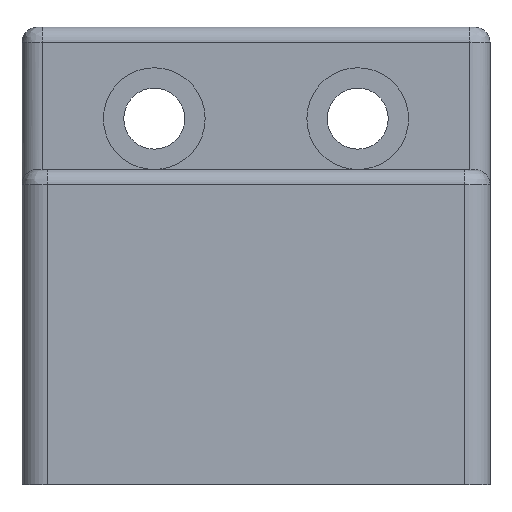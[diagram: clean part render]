
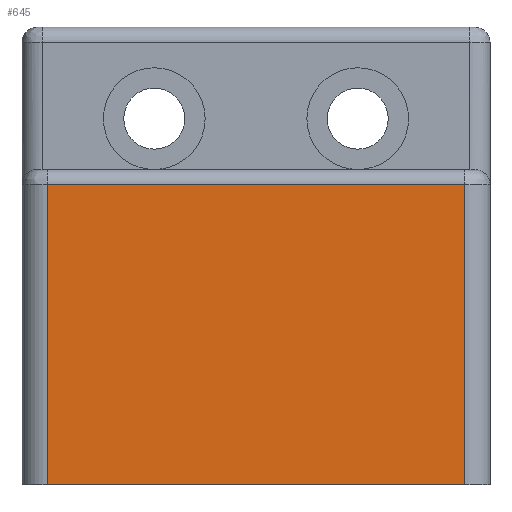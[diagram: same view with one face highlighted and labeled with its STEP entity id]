
A CAD part, front view. The second image highlights one B-rep face of the part: STEP entity #645.
In plain terms, the highlighted planar face has unit normal (0, -1, 0).
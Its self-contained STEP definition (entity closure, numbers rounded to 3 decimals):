
#29=PLANE('',#721);
#60=LINE('',#1113,#108);
#62=LINE('',#1131,#110);
#63=LINE('',#1135,#111);
#64=LINE('',#1136,#112);
#108=VECTOR('',#849,10.);
#110=VECTOR('',#861,10.);
#111=VECTOR('',#866,10.);
#112=VECTOR('',#867,10.);
#173=FACE_OUTER_BOUND('',#214,.T.);
#214=EDGE_LOOP('',(#519,#520,#521,#522));
#313=VERTEX_POINT('',#1103);
#315=VERTEX_POINT('',#1109);
#318=VERTEX_POINT('',#1130);
#319=VERTEX_POINT('',#1134);
#388=EDGE_CURVE('',#313,#315,#60,.T.);
#393=EDGE_CURVE('',#315,#318,#62,.T.);
#395=EDGE_CURVE('',#319,#313,#63,.T.);
#396=EDGE_CURVE('',#318,#319,#64,.T.);
#519=ORIENTED_EDGE('',*,*,#388,.F.);
#520=ORIENTED_EDGE('',*,*,#395,.F.);
#521=ORIENTED_EDGE('',*,*,#396,.F.);
#522=ORIENTED_EDGE('',*,*,#393,.F.);
#645=ADVANCED_FACE('',(#173),#29,.T.);
#721=AXIS2_PLACEMENT_3D('',#1133,#864,#865);
#849=DIRECTION('',(1.,0.,0.));
#861=DIRECTION('',(0.,0.,-1.));
#864=DIRECTION('center_axis',(0.,-1.,0.));
#865=DIRECTION('ref_axis',(1.,0.,0.));
#866=DIRECTION('',(0.,0.,1.));
#867=DIRECTION('',(-1.,0.,0.));
#1103=CARTESIAN_POINT('',(-20.5,-23.25,29.5));
#1109=CARTESIAN_POINT('',(20.5,-23.25,29.5));
#1113=CARTESIAN_POINT('',(-11.5,-23.25,29.5));
#1130=CARTESIAN_POINT('',(20.5,-23.25,0.));
#1131=CARTESIAN_POINT('',(20.5,-23.25,0.));
#1133=CARTESIAN_POINT('Origin',(-23.,-23.25,0.));
#1134=CARTESIAN_POINT('',(-20.5,-23.25,0.));
#1135=CARTESIAN_POINT('',(-20.5,-23.25,0.));
#1136=CARTESIAN_POINT('',(23.,-23.25,0.));
